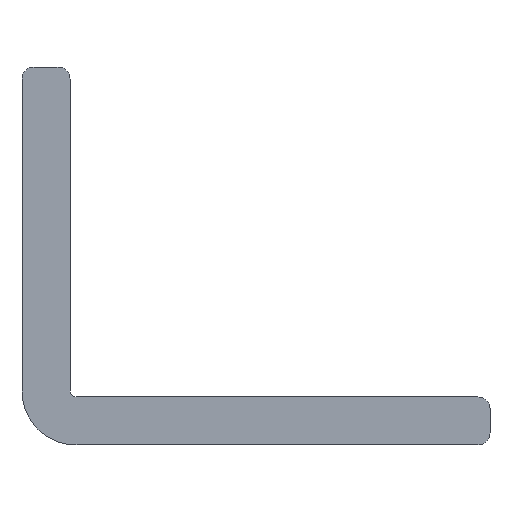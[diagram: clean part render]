
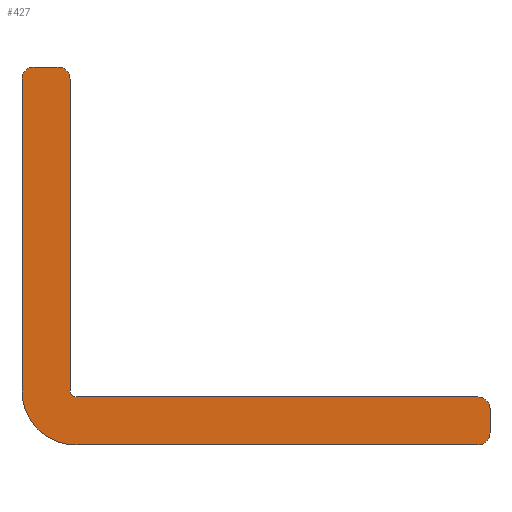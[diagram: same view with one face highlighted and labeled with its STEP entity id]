
A CAD part, front view. The second image highlights one B-rep face of the part: STEP entity #427.
In plain terms, the highlighted planar face has unit normal (0, -1, 0).
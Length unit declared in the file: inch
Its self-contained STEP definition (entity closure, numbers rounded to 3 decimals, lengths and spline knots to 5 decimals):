
#24=CARTESIAN_POINT('',(0.76,-2.74,-0.27));
#25=VERTEX_POINT('',#24);
#26=CARTESIAN_POINT('',(0.78,-2.74,-0.29));
#27=VERTEX_POINT('',#26);
#28=CARTESIAN_POINT('',(0.76,-2.74,-0.29));
#29=DIRECTION('',(0.,1.,0.));
#30=DIRECTION('',(1.,0.,0.));
#31=AXIS2_PLACEMENT_3D('',#28,#29,#30);
#32=CIRCLE('',#31,0.02);
#33=EDGE_CURVE('',#25,#27,#32,.T.);
#66=CARTESIAN_POINT('',(0.78,-2.74,-0.33));
#67=VERTEX_POINT('',#66);
#68=CARTESIAN_POINT('',(0.78,-2.74,-0.33));
#69=DIRECTION('',(0.,0.,-1.));
#70=VECTOR('',#69,1.);
#71=LINE('',#68,#70);
#72=EDGE_CURVE('',#27,#67,#71,.T.);
#97=CARTESIAN_POINT('',(0.76,-2.74,-0.35));
#98=VERTEX_POINT('',#97);
#99=CARTESIAN_POINT('',(0.76,-2.74,-0.33));
#100=DIRECTION('',(0.,1.,0.));
#101=DIRECTION('',(1.,0.,0.));
#102=AXIS2_PLACEMENT_3D('',#99,#100,#101);
#103=CIRCLE('',#102,0.02);
#104=EDGE_CURVE('',#67,#98,#103,.T.);
#130=CARTESIAN_POINT('',(0.09,-2.74,-0.35));
#131=VERTEX_POINT('',#130);
#132=CARTESIAN_POINT('',(0.09,-2.74,-0.35));
#133=DIRECTION('',(-1.,0.,0.));
#134=VECTOR('',#133,1.);
#135=LINE('',#132,#134);
#136=EDGE_CURVE('',#98,#131,#135,.T.);
#161=CARTESIAN_POINT('',(0.,-2.74,-0.26));
#162=VERTEX_POINT('',#161);
#163=CARTESIAN_POINT('',(0.09,-2.74,-0.26));
#164=DIRECTION('',(0.,1.,0.));
#165=DIRECTION('',(1.,0.,0.));
#166=AXIS2_PLACEMENT_3D('',#163,#164,#165);
#167=CIRCLE('',#166,0.09);
#168=EDGE_CURVE('',#131,#162,#167,.T.);
#194=CARTESIAN_POINT('',(0.,-2.74,0.26));
#195=VERTEX_POINT('',#194);
#196=CARTESIAN_POINT('',(0.,-2.74,-0.26));
#197=DIRECTION('',(0.,0.,1.));
#198=VECTOR('',#197,1.);
#199=LINE('',#196,#198);
#200=EDGE_CURVE('',#162,#195,#199,.T.);
#225=CARTESIAN_POINT('',(0.02,-2.74,0.28));
#226=VERTEX_POINT('',#225);
#227=CARTESIAN_POINT('',(0.02,-2.74,0.26));
#228=DIRECTION('',(0.,1.,0.));
#229=DIRECTION('',(0.,0.,1.));
#230=AXIS2_PLACEMENT_3D('',#227,#228,#229);
#231=CIRCLE('',#230,0.02);
#232=EDGE_CURVE('',#195,#226,#231,.T.);
#258=CARTESIAN_POINT('',(0.06,-2.74,0.28));
#259=VERTEX_POINT('',#258);
#260=CARTESIAN_POINT('',(0.02,-2.74,0.28));
#261=DIRECTION('',(1.,0.,0.));
#262=VECTOR('',#261,1.);
#263=LINE('',#260,#262);
#264=EDGE_CURVE('',#226,#259,#263,.T.);
#289=CARTESIAN_POINT('',(0.08,-2.74,0.26));
#290=VERTEX_POINT('',#289);
#291=CARTESIAN_POINT('',(0.06,-2.74,0.26));
#292=DIRECTION('',(0.,1.,0.));
#293=DIRECTION('',(1.,0.,0.));
#294=AXIS2_PLACEMENT_3D('',#291,#292,#293);
#295=CIRCLE('',#294,0.02);
#296=EDGE_CURVE('',#259,#290,#295,.T.);
#322=CARTESIAN_POINT('',(0.08,-2.74,-0.26));
#323=VERTEX_POINT('',#322);
#324=CARTESIAN_POINT('',(0.08,-2.74,-0.26));
#325=DIRECTION('',(0.,0.,-1.));
#326=VECTOR('',#325,1.);
#327=LINE('',#324,#326);
#328=EDGE_CURVE('',#290,#323,#327,.T.);
#353=CARTESIAN_POINT('',(0.09,-2.74,-0.27));
#354=VERTEX_POINT('',#353);
#355=CARTESIAN_POINT('',(0.09,-2.74,-0.26));
#356=DIRECTION('',(0.,-1.,0.));
#357=DIRECTION('',(1.,0.,0.));
#358=AXIS2_PLACEMENT_3D('',#355,#356,#357);
#359=CIRCLE('',#358,0.01);
#360=EDGE_CURVE('',#323,#354,#359,.T.);
#386=CARTESIAN_POINT('',(0.09,-2.74,-0.27));
#387=DIRECTION('',(1.,0.,0.));
#388=VECTOR('',#387,1.);
#389=LINE('',#386,#388);
#390=EDGE_CURVE('',#354,#25,#389,.T.);
#408=ORIENTED_EDGE('',*,*,#33,.F.);
#409=ORIENTED_EDGE('',*,*,#390,.F.);
#410=ORIENTED_EDGE('',*,*,#360,.F.);
#411=ORIENTED_EDGE('',*,*,#328,.F.);
#412=ORIENTED_EDGE('',*,*,#296,.F.);
#413=ORIENTED_EDGE('',*,*,#264,.F.);
#414=ORIENTED_EDGE('',*,*,#232,.F.);
#415=ORIENTED_EDGE('',*,*,#200,.F.);
#416=ORIENTED_EDGE('',*,*,#168,.F.);
#417=ORIENTED_EDGE('',*,*,#136,.F.);
#418=ORIENTED_EDGE('',*,*,#104,.F.);
#419=ORIENTED_EDGE('',*,*,#72,.F.);
#420=EDGE_LOOP('',(#408,#409,#410,#411,#412,#413,#414,#415,#416,#417,#418,#419));
#421=FACE_OUTER_BOUND('',#420,.T.);
#422=CARTESIAN_POINT('',(0.29926,-2.74,-0.27));
#423=DIRECTION('',(0.,-1.,0.));
#424=DIRECTION('',(1.,0.,0.));
#425=AXIS2_PLACEMENT_3D('',#422,#423,#424);
#426=PLANE('',#425);
#427=ADVANCED_FACE('',(#421),#426,.T.);
